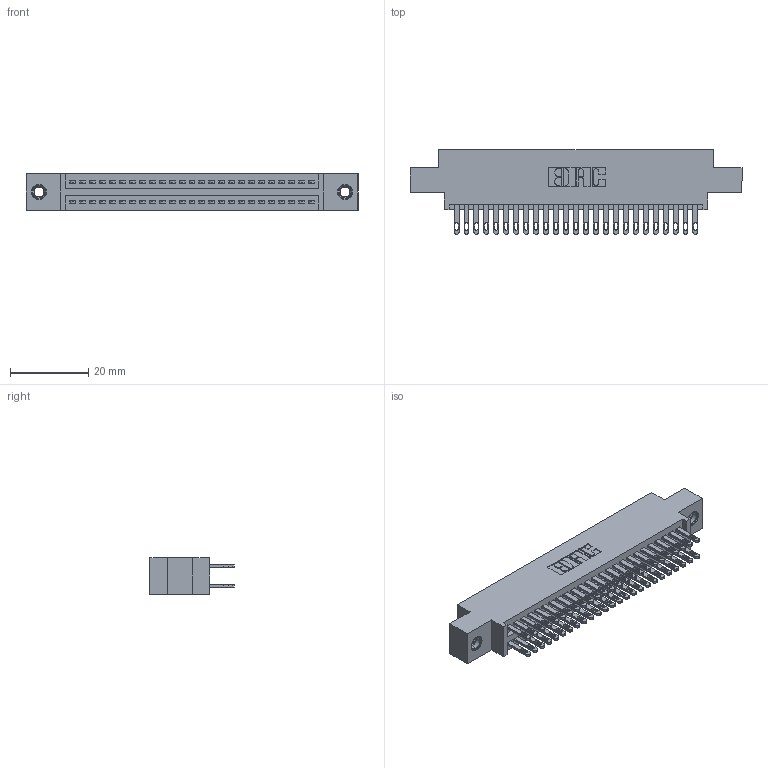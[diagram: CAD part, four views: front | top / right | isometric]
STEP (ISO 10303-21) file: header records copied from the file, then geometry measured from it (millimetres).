
FILE_DESCRIPTION (( 'STEP AP203' ), '1' );
FILE_NAME ('895-050-500-807.STEP', '2020-09-27T09:14:18', ( '' ), ( '' ), 'SwSTEP 2.0', 'SolidWorks 2020', '' );
FILE_SCHEMA (( 'CONFIG_CONTROL_DESIGN' ));
Length unit declared in the file: inch
Products named in the file (4): 895-050-500-807; 345-292-001_345-293-100; 845 Part_0.170 Offset - 0.156 Dia-TI; 345-250-001_345-250-005-103
Assembly tree (53 placements, depth 2):
  895-050-500-807
    845 Part_0.170 Offset - 0.156 Dia-TI
    345-292-001_345-293-100  x50
    345-250-001_345-250-005-103  x2
Bounding box: 84.71 x 21.51 x 9.4 mm (x, y, z)
Volume: 8096.8 mm3; surface area: 12320.5 mm2
Topology: 53 solids, 53 shells, 2490 faces, 7539 edges, 5018 vertices
Faces by surface type: plane 1466, cylinder 1008, cone 12, torus 4
Entity records: 23152 total; most frequent: CARTESIAN_POINT 3879, ORIENTED_EDGE 3806, DIRECTION 3469, EDGE_CURVE 1903, VECTOR 1647, LINE 1647, VERTEX_POINT 1264, AXIS2_PLACEMENT_3D 911
